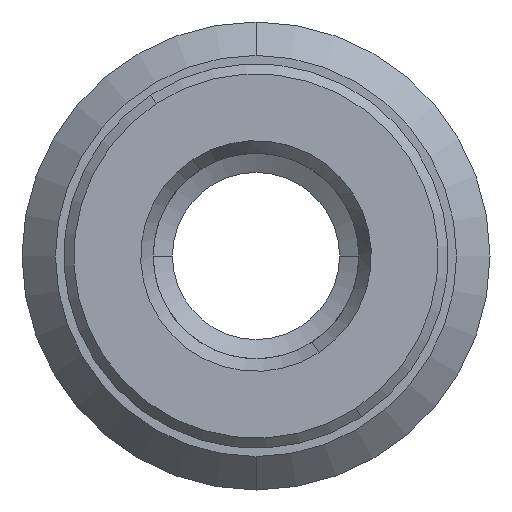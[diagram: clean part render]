
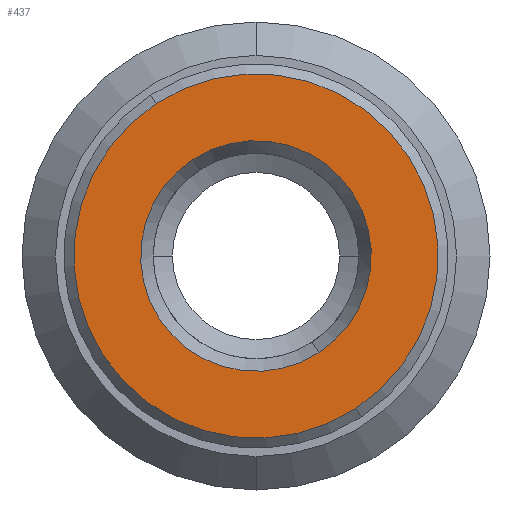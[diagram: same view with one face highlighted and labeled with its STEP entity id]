
A CAD part, front view. The second image highlights one B-rep face of the part: STEP entity #437.
In plain terms, the highlighted planar face has unit normal (0, -1, 0).
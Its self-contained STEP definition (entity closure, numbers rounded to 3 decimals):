
#22 = VERTEX_POINT ( 'NONE', #526 ) ;
#75 = EDGE_CURVE ( 'NONE', #82, #22, #626, .T. ) ;
#77 = VERTEX_POINT ( 'NONE', #717 ) ;
#82 = VERTEX_POINT ( 'NONE', #721 ) ;
#109 = EDGE_CURVE ( 'NONE', #127, #77, #680, .T. ) ;
#127 = VERTEX_POINT ( 'NONE', #712 ) ;
#436 = ORIENTED_EDGE ( 'NONE', *, *, #479, .F. ) ;
#437 = ADVANCED_FACE ( 'NONE', ( #1241, #1240 ), #1239, .T. ) ;
#439 = ORIENTED_EDGE ( 'NONE', *, *, #75, .F. ) ;
#440 = EDGE_CURVE ( 'NONE', #77, #127, #1234, .T. ) ;
#445 = EDGE_LOOP ( 'NONE', ( #439, #436 ) ) ;
#446 = EDGE_LOOP ( 'NONE', ( #469, #459 ) ) ;
#459 = ORIENTED_EDGE ( 'NONE', *, *, #440, .T. ) ;
#469 = ORIENTED_EDGE ( 'NONE', *, *, #109, .T. ) ;
#479 = EDGE_CURVE ( 'NONE', #22, #82, #1346, .T. ) ;
#526 = CARTESIAN_POINT ( 'NONE',  ( -2.981, -17.2, 4.563 ) ) ;
#616 = CARTESIAN_POINT ( 'NONE',  ( 0., -17.2, 0. ) ) ;
#617 = DIRECTION ( 'NONE',  ( 0., 1., 0. ) ) ;
#618 = DIRECTION ( 'NONE',  ( 0.547, 0., -0.837 ) ) ;
#625 = AXIS2_PLACEMENT_3D ( 'NONE', #616, #617, #618 ) ;
#626 = CIRCLE ( 'NONE', #625, 5.45 ) ;
#669 = DIRECTION ( 'NONE',  ( 0.547, 0., -0.837 ) ) ;
#678 = CARTESIAN_POINT ( 'NONE',  ( 0., -17.2, 0. ) ) ;
#679 = AXIS2_PLACEMENT_3D ( 'NONE', #678, #718, #669 ) ;
#680 = CIRCLE ( 'NONE', #679, 3.45 ) ;
#712 = CARTESIAN_POINT ( 'NONE',  ( -1.887, -17.2, 2.888 ) ) ;
#717 = CARTESIAN_POINT ( 'NONE',  ( 1.887, -17.2, -2.888 ) ) ;
#718 = DIRECTION ( 'NONE',  ( 0., 1., 0. ) ) ;
#721 = CARTESIAN_POINT ( 'NONE',  ( 2.981, -17.2, -4.563 ) ) ;
#1170 = DIRECTION ( 'NONE',  ( 0.547, 0., -0.837 ) ) ;
#1171 = DIRECTION ( 'NONE',  ( 0., 1., 0. ) ) ;
#1172 = CARTESIAN_POINT ( 'NONE',  ( 0., -17.2, 0. ) ) ;
#1173 = AXIS2_PLACEMENT_3D ( 'NONE', #1172, #1171, #1170 ) ;
#1234 = CIRCLE ( 'NONE', #1173, 3.45 ) ;
#1235 = DIRECTION ( 'NONE',  ( -0.547, 0., 0.837 ) ) ;
#1236 = DIRECTION ( 'NONE',  ( 0., -1., 0. ) ) ;
#1237 = CARTESIAN_POINT ( 'NONE',  ( -4.563, -17.2, -2.981 ) ) ;
#1238 = AXIS2_PLACEMENT_3D ( 'NONE', #1237, #1236, #1235 ) ;
#1239 = PLANE ( 'NONE',  #1238 ) ;
#1240 = FACE_OUTER_BOUND ( 'NONE', #445, .T. ) ;
#1241 = FACE_BOUND ( 'NONE', #446, .T. ) ;
#1292 = CARTESIAN_POINT ( 'NONE',  ( 0., -17.2, 0. ) ) ;
#1343 = DIRECTION ( 'NONE',  ( 0.547, 0., -0.837 ) ) ;
#1344 = DIRECTION ( 'NONE',  ( 0., 1., 0. ) ) ;
#1345 = AXIS2_PLACEMENT_3D ( 'NONE', #1292, #1344, #1343 ) ;
#1346 = CIRCLE ( 'NONE', #1345, 5.45 ) ;
